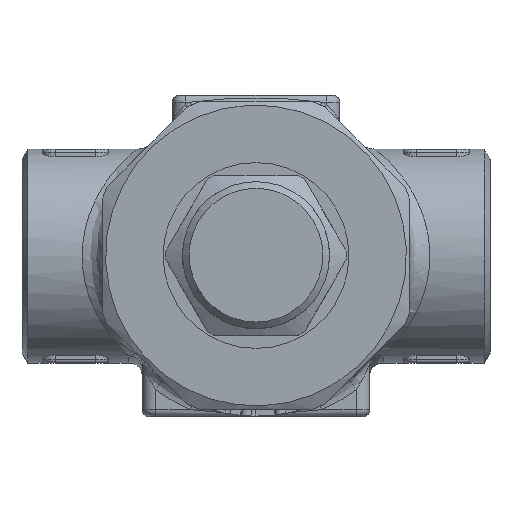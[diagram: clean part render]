
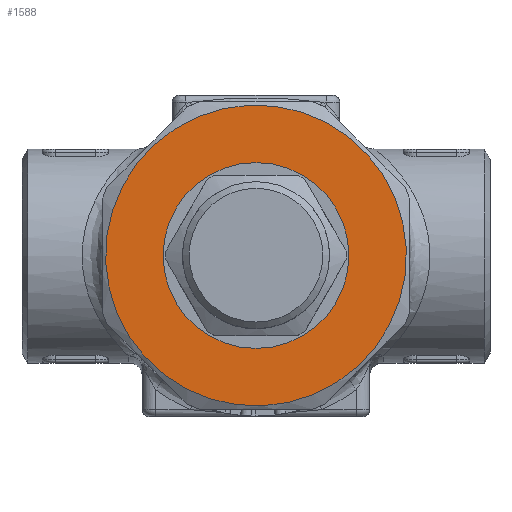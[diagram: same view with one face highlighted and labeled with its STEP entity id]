
A CAD part, top view. The second image highlights one B-rep face of the part: STEP entity #1588.
In plain terms, the highlighted planar face has unit normal (0, 0, 1).
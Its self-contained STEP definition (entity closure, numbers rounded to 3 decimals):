
#828=CARTESIAN_POINT('',(13.9,0.,52.));
#829=VERTEX_POINT('',#828);
#830=CARTESIAN_POINT('',(0.,0.,52.));
#831=DIRECTION('',(0.0,0.0,-1.0));
#832=DIRECTION('',(-1.0,0.0,0.0));
#833=AXIS2_PLACEMENT_3D('',#830,#831,#832);
#834=CIRCLE('',#833,13.9);
#835=EDGE_CURVE('',#829,#829,#834,.T.);
#868=CARTESIAN_POINT('',(8.61,-20.787,52.));
#869=VERTEX_POINT('',#868);
#870=CARTESIAN_POINT('',(0.,0.,52.));
#871=DIRECTION('',(0.0,0.0,1.0));
#872=DIRECTION('',(0.383,-0.924,0.0));
#873=AXIS2_PLACEMENT_3D('',#870,#871,#872);
#874=CIRCLE('',#873,22.5);
#875=EDGE_CURVE('',#869,#869,#874,.T.);
#1577=CARTESIAN_POINT('',(0.,0.,52.));
#1578=DIRECTION('',(0.0,0.0,1.0));
#1579=DIRECTION('',(1.0,0.0,0.0));
#1580=AXIS2_PLACEMENT_3D('',#1577,#1578,#1579);
#1581=PLANE('',#1580);
#1582=ORIENTED_EDGE('',*,*,#875,.T.);
#1583=EDGE_LOOP('',(#1582));
#1584=FACE_OUTER_BOUND('',#1583,.T.);
#1585=ORIENTED_EDGE('',*,*,#835,.T.);
#1586=EDGE_LOOP('',(#1585));
#1587=FACE_BOUND('',#1586,.T.);
#1588=ADVANCED_FACE('',(#1584,#1587),#1581,.T.);
